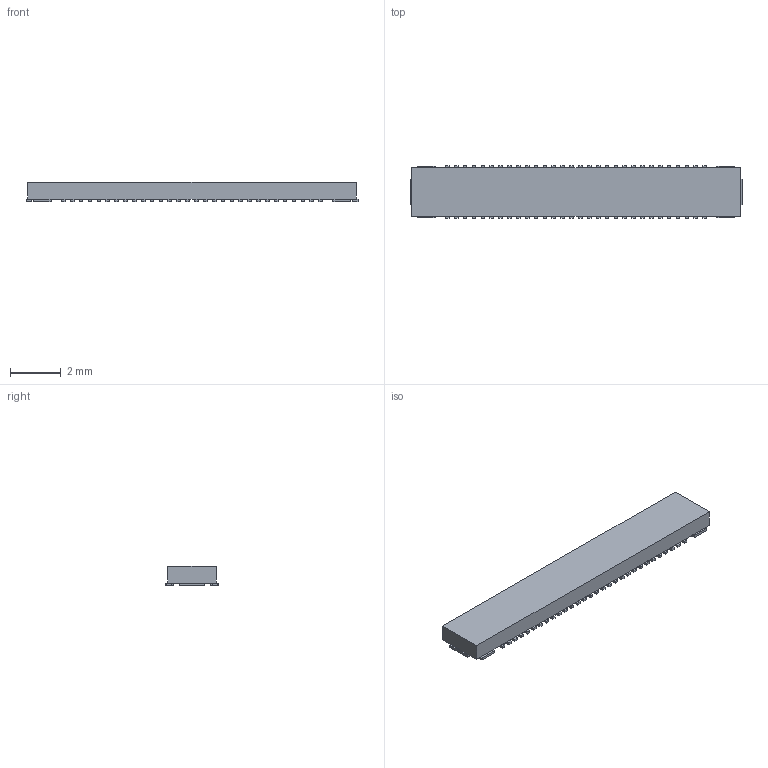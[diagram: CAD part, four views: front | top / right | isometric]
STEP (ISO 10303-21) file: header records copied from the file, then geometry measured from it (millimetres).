
FILE_DESCRIPTION(('FreeCAD Model'),'2;1');
FILE_NAME('18946054.1.4.stp','2024-02-17T08:24:09',( 'Author'),(''),'Open CASCADE STEP processor 6.9','FreeCAD','Unknown' );
FILE_SCHEMA(('AUTOMOTIVE_DESIGN { 1 0 10303 214 1 1 1 1 }'));
Length unit declared in the file: millimetre
Products named in the file (3): ASSEMBLY; Body; Pins
Assembly tree (2 placements, depth 2):
  ASSEMBLY
    Body
    Pins
Bounding box: 13.1 x 2.06 x 0.76 mm (x, y, z)
Volume: 16.6 mm3; surface area: 82.2 mm2
Topology: 67 solids, 67 shells, 402 faces, 804 edges, 536 vertices
Faces by surface type: plane 402
Entity records: 21161 total; most frequent: CARTESIAN_POINT 3353, DIRECTION 3222, LINE 2412, VECTOR 2412, ORIENTED_EDGE 1608, PCURVE 1608, DEFINITIONAL_REPRESENTATION 1608, EDGE_CURVE 804
